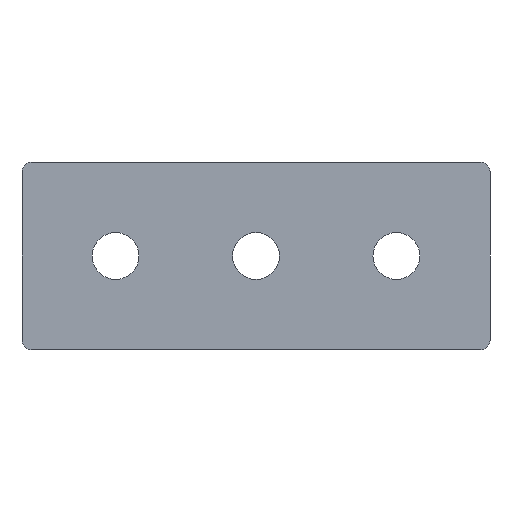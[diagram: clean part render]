
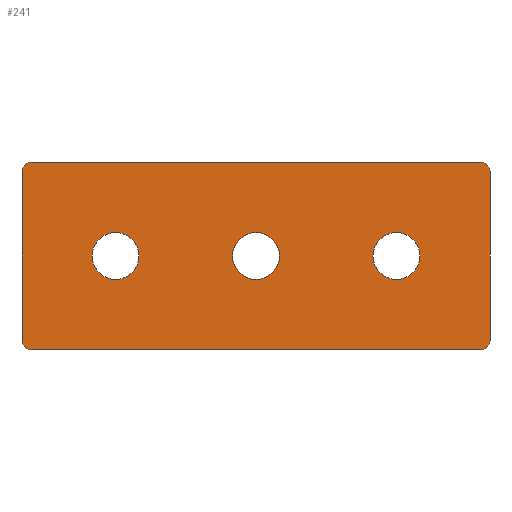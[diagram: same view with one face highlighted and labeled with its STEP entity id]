
A CAD part, front view. The second image highlights one B-rep face of the part: STEP entity #241.
In plain terms, the highlighted planar face has unit normal (0, -1, 0).
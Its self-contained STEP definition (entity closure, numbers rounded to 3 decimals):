
#15=FACE_BOUND('',#43,.T.);
#16=FACE_BOUND('',#44,.T.);
#17=FACE_BOUND('',#45,.T.);
#22=PLANE('',#270);
#29=FACE_OUTER_BOUND('',#42,.T.);
#42=EDGE_LOOP('',(#174,#175,#176,#177,#178,#179,#180,#181));
#43=EDGE_LOOP('',(#182));
#44=EDGE_LOOP('',(#183));
#45=EDGE_LOOP('',(#184));
#61=LINE('',#380,#80);
#64=LINE('',#386,#83);
#65=LINE('',#390,#84);
#66=LINE('',#394,#85);
#80=VECTOR('',#305,10.);
#83=VECTOR('',#310,10.);
#84=VECTOR('',#313,10.);
#85=VECTOR('',#316,10.);
#98=CIRCLE('',#268,0.5);
#99=CIRCLE('',#271,0.5);
#100=CIRCLE('',#272,0.5);
#101=CIRCLE('',#273,0.5);
#102=CIRCLE('',#274,1.25);
#103=CIRCLE('',#275,1.25);
#104=CIRCLE('',#276,1.25);
#113=VERTEX_POINT('',#373);
#114=VERTEX_POINT('',#375);
#115=VERTEX_POINT('',#379);
#117=VERTEX_POINT('',#385);
#118=VERTEX_POINT('',#387);
#119=VERTEX_POINT('',#389);
#120=VERTEX_POINT('',#391);
#121=VERTEX_POINT('',#393);
#122=VERTEX_POINT('',#396);
#123=VERTEX_POINT('',#398);
#124=VERTEX_POINT('',#400);
#135=EDGE_CURVE('',#113,#114,#98,.T.);
#137=EDGE_CURVE('',#114,#115,#61,.T.);
#140=EDGE_CURVE('',#117,#113,#64,.T.);
#141=EDGE_CURVE('',#118,#117,#99,.T.);
#142=EDGE_CURVE('',#119,#118,#65,.T.);
#143=EDGE_CURVE('',#120,#119,#100,.T.);
#144=EDGE_CURVE('',#121,#120,#66,.T.);
#145=EDGE_CURVE('',#115,#121,#101,.T.);
#146=EDGE_CURVE('',#122,#122,#102,.T.);
#147=EDGE_CURVE('',#123,#123,#103,.T.);
#148=EDGE_CURVE('',#124,#124,#104,.T.);
#174=ORIENTED_EDGE('',*,*,#135,.F.);
#175=ORIENTED_EDGE('',*,*,#140,.F.);
#176=ORIENTED_EDGE('',*,*,#141,.F.);
#177=ORIENTED_EDGE('',*,*,#142,.F.);
#178=ORIENTED_EDGE('',*,*,#143,.F.);
#179=ORIENTED_EDGE('',*,*,#144,.F.);
#180=ORIENTED_EDGE('',*,*,#145,.F.);
#181=ORIENTED_EDGE('',*,*,#137,.F.);
#182=ORIENTED_EDGE('',*,*,#146,.F.);
#183=ORIENTED_EDGE('',*,*,#147,.F.);
#184=ORIENTED_EDGE('',*,*,#148,.F.);
#241=ADVANCED_FACE('',(#29,#15,#16,#17),#22,.F.);
#268=AXIS2_PLACEMENT_3D('',#376,#300,#301);
#270=AXIS2_PLACEMENT_3D('',#384,#308,#309);
#271=AXIS2_PLACEMENT_3D('',#388,#311,#312);
#272=AXIS2_PLACEMENT_3D('',#392,#314,#315);
#273=AXIS2_PLACEMENT_3D('',#395,#317,#318);
#274=AXIS2_PLACEMENT_3D('',#397,#319,#320);
#275=AXIS2_PLACEMENT_3D('',#399,#321,#322);
#276=AXIS2_PLACEMENT_3D('',#401,#323,#324);
#300=DIRECTION('center_axis',(0.,1.,0.));
#301=DIRECTION('ref_axis',(-0.707,0.,0.707));
#305=DIRECTION('',(1.,0.,0.));
#308=DIRECTION('center_axis',(0.,1.,0.));
#309=DIRECTION('ref_axis',(1.,0.,0.));
#310=DIRECTION('',(0.,0.,1.));
#311=DIRECTION('center_axis',(0.,1.,0.));
#312=DIRECTION('ref_axis',(-0.707,0.,-0.707));
#313=DIRECTION('',(-1.,0.,0.));
#314=DIRECTION('center_axis',(0.,1.,0.));
#315=DIRECTION('ref_axis',(0.707,0.,-0.707));
#316=DIRECTION('',(0.,0.,-1.));
#317=DIRECTION('center_axis',(0.,1.,0.));
#318=DIRECTION('ref_axis',(0.707,0.,0.707));
#319=DIRECTION('center_axis',(0.,-1.,0.));
#320=DIRECTION('ref_axis',(1.,0.,0.));
#321=DIRECTION('center_axis',(0.,-1.,0.));
#322=DIRECTION('ref_axis',(1.,0.,0.));
#323=DIRECTION('center_axis',(0.,-1.,0.));
#324=DIRECTION('ref_axis',(1.,0.,0.));
#373=CARTESIAN_POINT('',(0.,0.,-0.5));
#375=CARTESIAN_POINT('',(0.5,0.,0.));
#376=CARTESIAN_POINT('Origin',(0.5,0.,-0.5));
#379=CARTESIAN_POINT('',(24.5,0.,0.));
#380=CARTESIAN_POINT('',(0.,0.,0.));
#384=CARTESIAN_POINT('Origin',(12.5,0.,-5.));
#385=CARTESIAN_POINT('',(0.,0.,-9.5));
#386=CARTESIAN_POINT('',(0.,0.,-10.));
#387=CARTESIAN_POINT('',(0.5,0.,-10.));
#388=CARTESIAN_POINT('Origin',(0.5,0.,-9.5));
#389=CARTESIAN_POINT('',(24.5,0.,-10.));
#390=CARTESIAN_POINT('',(25.,0.,-10.));
#391=CARTESIAN_POINT('',(25.,0.,-9.5));
#392=CARTESIAN_POINT('Origin',(24.5,0.,-9.5));
#393=CARTESIAN_POINT('',(25.,0.,-0.5));
#394=CARTESIAN_POINT('',(25.,0.,0.));
#395=CARTESIAN_POINT('Origin',(24.5,0.,-0.5));
#396=CARTESIAN_POINT('',(3.75,0.,-5.));
#397=CARTESIAN_POINT('Origin',(5.,0.,-5.));
#398=CARTESIAN_POINT('',(18.75,0.,-5.));
#399=CARTESIAN_POINT('Origin',(20.,0.,-5.));
#400=CARTESIAN_POINT('',(11.25,0.,-5.));
#401=CARTESIAN_POINT('Origin',(12.5,0.,-5.));
